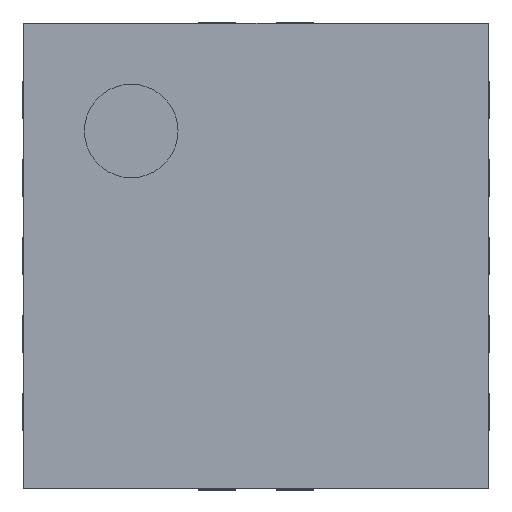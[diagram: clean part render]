
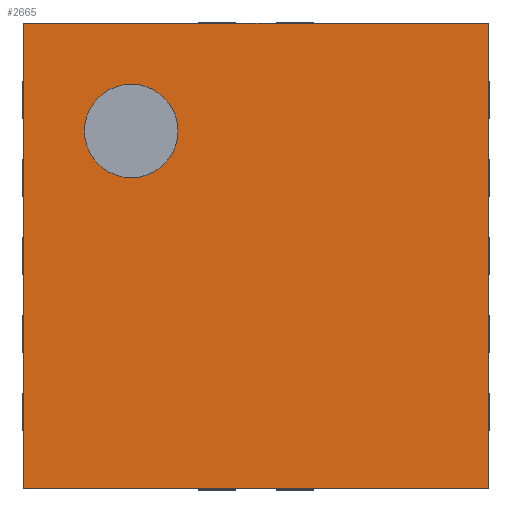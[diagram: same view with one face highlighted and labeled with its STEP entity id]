
A CAD part, top view. The second image highlights one B-rep face of the part: STEP entity #2665.
In plain terms, the highlighted planar face has unit normal (0, 0, 1).
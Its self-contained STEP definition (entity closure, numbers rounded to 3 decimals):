
#61 = CARTESIAN_POINT ( 'NONE',  ( -1.49, 1.49, 0.92 ) ) ;
#184 = LINE ( 'NONE', #4607, #2505 ) ;
#277 = EDGE_CURVE ( 'NONE', #1033, #1629, #3983, .T. ) ;
#298 = ORIENTED_EDGE ( 'NONE', *, *, #2653, .T. ) ;
#319 = DIRECTION ( 'NONE',  ( -1., 0., 0. ) ) ;
#514 = FACE_OUTER_BOUND ( 'NONE', #4240, .T. ) ;
#615 = CARTESIAN_POINT ( 'NONE',  ( 0., 0., 0.92 ) ) ;
#754 = CARTESIAN_POINT ( 'NONE',  ( -0.5, 0.8, 0.92 ) ) ;
#783 = EDGE_LOOP ( 'NONE', ( #298, #3641 ) ) ;
#827 = LINE ( 'NONE', #4142, #2811 ) ;
#1015 = PLANE ( 'NONE',  #3924 ) ;
#1025 = AXIS2_PLACEMENT_3D ( 'NONE', #4031, #3273, #2175 ) ;
#1033 = VERTEX_POINT ( 'NONE', #754 ) ;
#1186 = DIRECTION ( 'NONE',  ( 0., -1., 0. ) ) ;
#1294 = VERTEX_POINT ( 'NONE', #2494 ) ;
#1363 = CARTESIAN_POINT ( 'NONE',  ( 1.49, 1.49, 0.92 ) ) ;
#1410 = FACE_BOUND ( 'NONE', #783, .T. ) ;
#1457 = CIRCLE ( 'NONE', #4174, 0.3 ) ;
#1530 = EDGE_CURVE ( 'NONE', #3893, #4247, #3362, .T. ) ;
#1629 = VERTEX_POINT ( 'NONE', #3101 ) ;
#1655 = CARTESIAN_POINT ( 'NONE',  ( -1.49, 1.49, 0.92 ) ) ;
#1673 = DIRECTION ( 'NONE',  ( -1., 0., 0. ) ) ;
#1923 = VECTOR ( 'NONE', #319, 1000. ) ;
#2057 = DIRECTION ( 'NONE',  ( 1., 0., 0. ) ) ;
#2175 = DIRECTION ( 'NONE',  ( -1., 0., 0. ) ) ;
#2242 = VECTOR ( 'NONE', #2732, 1000. ) ;
#2432 = CARTESIAN_POINT ( 'NONE',  ( -0.8, 0.8, 0.92 ) ) ;
#2440 = ORIENTED_EDGE ( 'NONE', *, *, #3720, .T. ) ;
#2494 = CARTESIAN_POINT ( 'NONE',  ( -1.49, -1.49, 0.92 ) ) ;
#2497 = ORIENTED_EDGE ( 'NONE', *, *, #1530, .T. ) ;
#2505 = VECTOR ( 'NONE', #2057, 1000. ) ;
#2653 = EDGE_CURVE ( 'NONE', #1629, #1033, #1457, .T. ) ;
#2665 = ADVANCED_FACE ( 'NONE', ( #1410, #514 ), #1015, .F. ) ;
#2729 = ORIENTED_EDGE ( 'NONE', *, *, #3281, .T. ) ;
#2732 = DIRECTION ( 'NONE',  ( 0., 1., 0. ) ) ;
#2811 = VECTOR ( 'NONE', #1186, 1000. ) ;
#2826 = DIRECTION ( 'NONE',  ( -1., 0., 0. ) ) ;
#3101 = CARTESIAN_POINT ( 'NONE',  ( -1.1, 0.8, 0.92 ) ) ;
#3133 = EDGE_CURVE ( 'NONE', #1294, #3893, #184, .T. ) ;
#3164 = CARTESIAN_POINT ( 'NONE',  ( 1.49, -1.49, 0.92 ) ) ;
#3193 = DIRECTION ( 'NONE',  ( 0., 0., -1. ) ) ;
#3262 = ORIENTED_EDGE ( 'NONE', *, *, #3133, .T. ) ;
#3273 = DIRECTION ( 'NONE',  ( 0., 0., -1. ) ) ;
#3281 = EDGE_CURVE ( 'NONE', #4247, #3984, #3320, .T. ) ;
#3320 = LINE ( 'NONE', #1655, #1923 ) ;
#3362 = LINE ( 'NONE', #3787, #2242 ) ;
#3555 = DIRECTION ( 'NONE',  ( 0., 0., -1. ) ) ;
#3641 = ORIENTED_EDGE ( 'NONE', *, *, #277, .T. ) ;
#3720 = EDGE_CURVE ( 'NONE', #3984, #1294, #827, .T. ) ;
#3787 = CARTESIAN_POINT ( 'NONE',  ( 1.49, 1.49, 0.92 ) ) ;
#3893 = VERTEX_POINT ( 'NONE', #3164 ) ;
#3924 = AXIS2_PLACEMENT_3D ( 'NONE', #615, #3193, #2826 ) ;
#3983 = CIRCLE ( 'NONE', #1025, 0.3 ) ;
#3984 = VERTEX_POINT ( 'NONE', #61 ) ;
#4031 = CARTESIAN_POINT ( 'NONE',  ( -0.8, 0.8, 0.92 ) ) ;
#4142 = CARTESIAN_POINT ( 'NONE',  ( -1.49, -1.49, 0.92 ) ) ;
#4174 = AXIS2_PLACEMENT_3D ( 'NONE', #2432, #3555, #1673 ) ;
#4240 = EDGE_LOOP ( 'NONE', ( #2440, #3262, #2497, #2729 ) ) ;
#4247 = VERTEX_POINT ( 'NONE', #1363 ) ;
#4607 = CARTESIAN_POINT ( 'NONE',  ( 1.49, -1.49, 0.92 ) ) ;
